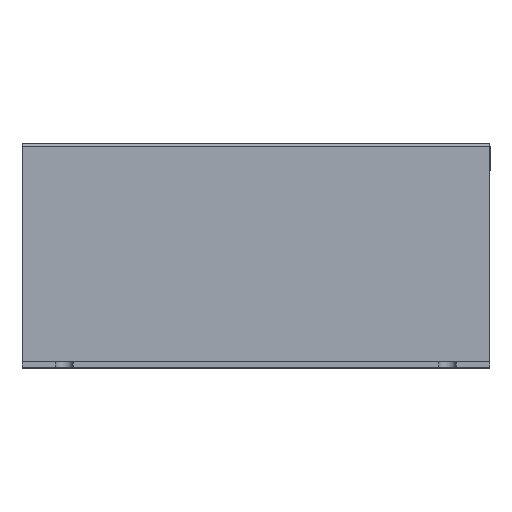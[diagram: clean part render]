
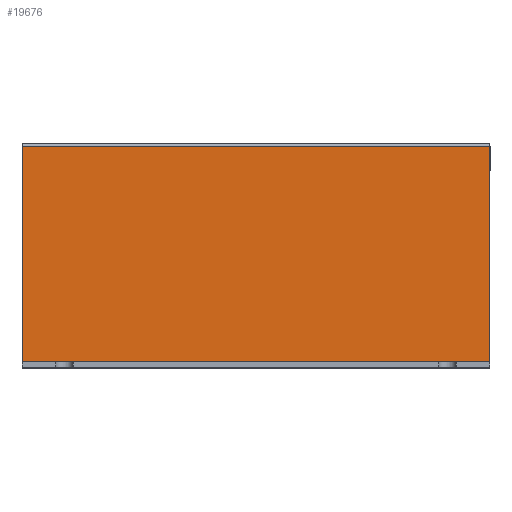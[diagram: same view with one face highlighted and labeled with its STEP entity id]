
A CAD part, top view. The second image highlights one B-rep face of the part: STEP entity #19676.
In plain terms, the highlighted planar face has unit normal (0, 0, -1).
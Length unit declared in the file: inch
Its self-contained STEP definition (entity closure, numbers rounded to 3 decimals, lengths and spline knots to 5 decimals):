
#213 = VECTOR ( 'NONE', #8190, 39.37008 ) ;
#507 = ORIENTED_EDGE ( 'NONE', *, *, #10356, .T. ) ;
#1009 = LINE ( 'NONE', #19516, #4075 ) ;
#4075 = VECTOR ( 'NONE', #19626, 39.37008 ) ;
#4785 = FACE_OUTER_BOUND ( 'NONE', #19890, .T. ) ;
#5562 = DIRECTION ( 'NONE',  ( 0., 1., 0. ) ) ;
#5740 = CARTESIAN_POINT ( 'NONE',  ( 2.47302, -0.87706, 1.92382 ) ) ;
#8190 = DIRECTION ( 'NONE',  ( 0., -1., 0. ) ) ;
#8366 = CARTESIAN_POINT ( 'NONE',  ( 2.47302, -0.87706, 1.92382 ) ) ;
#9418 = ORIENTED_EDGE ( 'NONE', *, *, #18837, .T. ) ;
#10356 = EDGE_CURVE ( 'NONE', #22597, #24531, #1009, .T. ) ;
#12181 = CARTESIAN_POINT ( 'NONE',  ( -3.02698, -0.87706, 1.92382 ) ) ;
#13251 = LINE ( 'NONE', #5740, #213 ) ;
#13513 = VECTOR ( 'NONE', #5562, 39.37008 ) ;
#14636 = DIRECTION ( 'NONE',  ( -1., 0., 0. ) ) ;
#15409 = CARTESIAN_POINT ( 'NONE',  ( -3.02698, 1.65194, 1.92382 ) ) ;
#16971 = PLANE ( 'NONE',  #17240 ) ;
#17240 = AXIS2_PLACEMENT_3D ( 'NONE', #12181, #29338, #14636 ) ;
#17437 = LINE ( 'NONE', #31458, #30478 ) ;
#17497 = CARTESIAN_POINT ( 'NONE',  ( -3.02698, -0.87706, 1.92382 ) ) ;
#17763 = CARTESIAN_POINT ( 'NONE',  ( -3.02698, -0.87706, 1.92382 ) ) ;
#18837 = EDGE_CURVE ( 'NONE', #24531, #23772, #13251, .T. ) ;
#19516 = CARTESIAN_POINT ( 'NONE',  ( -3.02698, 1.65194, 1.92382 ) ) ;
#19626 = DIRECTION ( 'NONE',  ( 1., 0., 0. ) ) ;
#19676 = ADVANCED_FACE ( 'NONE', ( #4785 ), #16971, .T. ) ;
#19890 = EDGE_LOOP ( 'NONE', ( #21862, #26547, #507, #9418 ) ) ;
#20039 = LINE ( 'NONE', #17763, #13513 ) ;
#20386 = EDGE_CURVE ( 'NONE', #22282, #22597, #20039, .T. ) ;
#21862 = ORIENTED_EDGE ( 'NONE', *, *, #30455, .T. ) ;
#22282 = VERTEX_POINT ( 'NONE', #17497 ) ;
#22597 = VERTEX_POINT ( 'NONE', #15409 ) ;
#23772 = VERTEX_POINT ( 'NONE', #8366 ) ;
#24531 = VERTEX_POINT ( 'NONE', #29692 ) ;
#26547 = ORIENTED_EDGE ( 'NONE', *, *, #20386, .T. ) ;
#26629 = DIRECTION ( 'NONE',  ( -1., 0., 0. ) ) ;
#29338 = DIRECTION ( 'NONE',  ( 0., 0., -1. ) ) ;
#29692 = CARTESIAN_POINT ( 'NONE',  ( 2.47302, 1.65194, 1.92382 ) ) ;
#30455 = EDGE_CURVE ( 'NONE', #23772, #22282, #17437, .T. ) ;
#30478 = VECTOR ( 'NONE', #26629, 39.37008 ) ;
#31458 = CARTESIAN_POINT ( 'NONE',  ( -3.02698, -0.87706, 1.92382 ) ) ;
